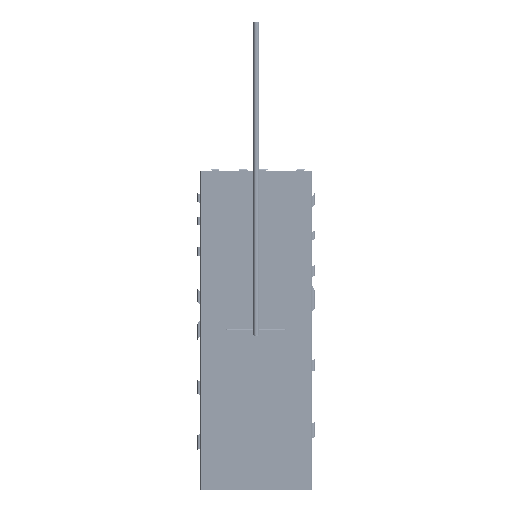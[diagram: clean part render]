
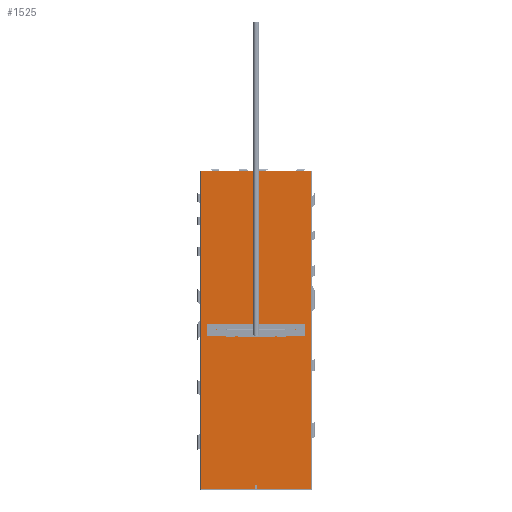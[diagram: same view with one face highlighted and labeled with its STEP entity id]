
A CAD part, front view. The second image highlights one B-rep face of the part: STEP entity #1525.
In plain terms, the highlighted planar face has unit normal (0, -1, 0).
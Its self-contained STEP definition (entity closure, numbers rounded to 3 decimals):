
#1525 = ADVANCED_FACE( '', ( #3505 ), #3506, .T. );
#3505 = FACE_OUTER_BOUND( '', #6221, .T. );
#3506 = PLANE( '', #6222 );
#6221 = EDGE_LOOP( '', ( #11178, #11179, #11180, #11181, #11182, #11183, #11184, #11185 ) );
#6222 = AXIS2_PLACEMENT_3D( '', #11186, #11187, #11188 );
#11178 = ORIENTED_EDGE( '', *, *, #16541, .F. );
#11179 = ORIENTED_EDGE( '', *, *, #16065, .T. );
#11180 = ORIENTED_EDGE( '', *, *, #15771, .T. );
#11181 = ORIENTED_EDGE( '', *, *, #16542, .T. );
#11182 = ORIENTED_EDGE( '', *, *, #16543, .T. );
#11183 = ORIENTED_EDGE( '', *, *, #16544, .T. );
#11184 = ORIENTED_EDGE( '', *, *, #14974, .F. );
#11185 = ORIENTED_EDGE( '', *, *, #15846, .F. );
#11186 = CARTESIAN_POINT( '', ( -280., -1.5, -800. ) );
#11187 = DIRECTION( '', ( 0., -1., 0. ) );
#11188 = DIRECTION( '', ( 0., 0., -1. ) );
#14974 = EDGE_CURVE( '', #17609, #17611, #17612, .T. );
#15771 = EDGE_CURVE( '', #18996, #18997, #18998, .T. );
#15846 = EDGE_CURVE( '', #19114, #17609, #19115, .T. );
#16065 = EDGE_CURVE( '', #19475, #18996, #19476, .T. );
#16541 = EDGE_CURVE( '', #19475, #19114, #20211, .T. );
#16542 = EDGE_CURVE( '', #18997, #20212, #20213, .T. );
#16543 = EDGE_CURVE( '', #20212, #20214, #20215, .T. );
#16544 = EDGE_CURVE( '', #20214, #17611, #20216, .T. );
#17609 = VERTEX_POINT( '', #21564 );
#17611 = VERTEX_POINT( '', #21567 );
#17612 = LINE( '', #21568, #21569 );
#18996 = VERTEX_POINT( '', #23534 );
#18997 = VERTEX_POINT( '', #23535 );
#18998 = LINE( '', #23536, #23537 );
#19114 = VERTEX_POINT( '', #23686 );
#19115 = CIRCLE( '', #23687, 5. );
#19475 = VERTEX_POINT( '', #24253 );
#19476 = LINE( '', #24254, #24255 );
#20211 = LINE( '', #25277, #25278 );
#20212 = VERTEX_POINT( '', #25279 );
#20213 = LINE( '', #25280, #25281 );
#20214 = VERTEX_POINT( '', #25282 );
#20215 = LINE( '', #25283, #25284 );
#20216 = LINE( '', #25285, #25286 );
#21564 = CARTESIAN_POINT( '', ( -5., -1.5, -785. ) );
#21567 = CARTESIAN_POINT( '', ( -5., -1.5, -800. ) );
#21568 = CARTESIAN_POINT( '', ( -5., -1.5, -800. ) );
#21569 = VECTOR( '', #27323, 1000. );
#23534 = CARTESIAN_POINT( '', ( 277., -1.5, -800. ) );
#23535 = CARTESIAN_POINT( '', ( 277., -1.5, 800. ) );
#23536 = CARTESIAN_POINT( '', ( 277., -1.5, -800. ) );
#23537 = VECTOR( '', #28382, 1000. );
#23686 = CARTESIAN_POINT( '', ( 5., -1.5, -785. ) );
#23687 = AXIS2_PLACEMENT_3D( '', #28481, #28482, #28483 );
#24253 = CARTESIAN_POINT( '', ( 5., -1.5, -800. ) );
#24254 = CARTESIAN_POINT( '', ( -280., -1.5, -800. ) );
#24255 = VECTOR( '', #28749, 1000. );
#25277 = CARTESIAN_POINT( '', ( 5., -1.5, -800. ) );
#25278 = VECTOR( '', #29446, 1000. );
#25279 = CARTESIAN_POINT( '', ( -277., -1.5, 800. ) );
#25280 = CARTESIAN_POINT( '', ( 280., -1.5, 800. ) );
#25281 = VECTOR( '', #29447, 1000. );
#25282 = CARTESIAN_POINT( '', ( -277., -1.5, -800. ) );
#25283 = CARTESIAN_POINT( '', ( -277., -1.5, 800. ) );
#25284 = VECTOR( '', #29448, 1000. );
#25285 = CARTESIAN_POINT( '', ( -280., -1.5, -800. ) );
#25286 = VECTOR( '', #29449, 1000. );
#27323 = DIRECTION( '', ( 0., 0., -1. ) );
#28382 = DIRECTION( '', ( 0., 0., 1. ) );
#28481 = CARTESIAN_POINT( '', ( 0., -1.5, -785. ) );
#28482 = DIRECTION( '', ( 0., -1., 0. ) );
#28483 = DIRECTION( '', ( 0., 0., -1. ) );
#28749 = DIRECTION( '', ( 1., 0., 0. ) );
#29446 = DIRECTION( '', ( 0., 0., 1. ) );
#29447 = DIRECTION( '', ( -1., 0., 0. ) );
#29448 = DIRECTION( '', ( 0., 0., -1. ) );
#29449 = DIRECTION( '', ( 1., 0., 0. ) );
